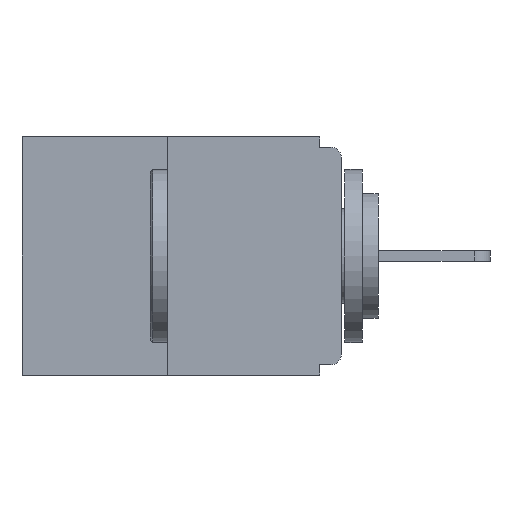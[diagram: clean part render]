
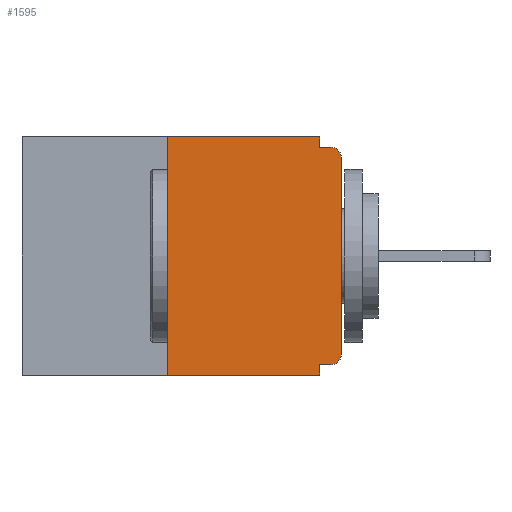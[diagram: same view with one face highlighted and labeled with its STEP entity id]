
A CAD part, left-side view. The second image highlights one B-rep face of the part: STEP entity #1595.
In plain terms, the highlighted planar face has unit normal (-1, 0, 0).
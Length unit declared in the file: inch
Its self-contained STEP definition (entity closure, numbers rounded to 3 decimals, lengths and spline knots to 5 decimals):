
#120 = VECTOR ( 'NONE', #7828, 39.37008 ) ;
#158 = EDGE_CURVE ( 'NONE', #10653, #9170, #11060, .T. ) ;
#290 = EDGE_CURVE ( 'NONE', #2833, #10325, #10704, .T. ) ;
#441 = AXIS2_PLACEMENT_3D ( 'NONE', #4476, #6259, #6220 ) ;
#473 = VECTOR ( 'NONE', #3509, 39.37008 ) ;
#550 = ORIENTED_EDGE ( 'NONE', *, *, #290, .T. ) ;
#733 = ORIENTED_EDGE ( 'NONE', *, *, #2878, .F. ) ;
#919 = VECTOR ( 'NONE', #8927, 39.37008 ) ;
#1088 = VERTEX_POINT ( 'NONE', #10859 ) ;
#1326 = ORIENTED_EDGE ( 'NONE', *, *, #4408, .F. ) ;
#1595 = ADVANCED_FACE ( 'NONE', ( #7062 ), #8926, .F. ) ;
#1769 = CARTESIAN_POINT ( 'NONE',  ( 0., 0.031, -0.343 ) ) ;
#1948 = DIRECTION ( 'NONE',  ( 0., -1., 0. ) ) ;
#2381 = ORIENTED_EDGE ( 'NONE', *, *, #4752, .F. ) ;
#2484 = CARTESIAN_POINT ( 'NONE',  ( 0., 0., -0.015 ) ) ;
#2651 = CARTESIAN_POINT ( 'NONE',  ( 0., 0., -0.328 ) ) ;
#2813 = AXIS2_PLACEMENT_3D ( 'NONE', #5467, #4250, #4241 ) ;
#2833 = VERTEX_POINT ( 'NONE', #4855 ) ;
#2878 = EDGE_CURVE ( 'NONE', #8694, #10325, #3005, .T. ) ;
#2945 = VECTOR ( 'NONE', #1948, 39.37008 ) ;
#3005 = LINE ( 'NONE', #2484, #2945 ) ;
#3081 = AXIS2_PLACEMENT_3D ( 'NONE', #10597, #6592, #6427 ) ;
#3165 = CARTESIAN_POINT ( 'NONE',  ( 0., 0., -0.313 ) ) ;
#3387 = VECTOR ( 'NONE', #9538, 39.37008 ) ;
#3395 = CARTESIAN_POINT ( 'NONE',  ( 0., 0.031, -0.343 ) ) ;
#3509 = DIRECTION ( 'NONE',  ( 0., 1., 0. ) ) ;
#3686 = VECTOR ( 'NONE', #8600, 39.37008 ) ;
#3730 = ORIENTED_EDGE ( 'NONE', *, *, #4139, .F. ) ;
#4004 = LINE ( 'NONE', #3395, #3686 ) ;
#4139 = EDGE_CURVE ( 'NONE', #1088, #4313, #7746, .T. ) ;
#4146 = LINE ( 'NONE', #2651, #473 ) ;
#4241 = DIRECTION ( 'NONE',  ( 0., 0., -1. ) ) ;
#4250 = DIRECTION ( 'NONE',  ( 1., 0., 0. ) ) ;
#4313 = VERTEX_POINT ( 'NONE', #7014 ) ;
#4408 = EDGE_CURVE ( 'NONE', #4313, #6729, #6603, .T. ) ;
#4476 = CARTESIAN_POINT ( 'NONE',  ( 0., 0.015, -0.313 ) ) ;
#4582 = EDGE_CURVE ( 'NONE', #1088, #9415, #7505, .T. ) ;
#4612 = CARTESIAN_POINT ( 'NONE',  ( 0., 0.031, 0. ) ) ;
#4735 = EDGE_CURVE ( 'NONE', #8561, #9415, #4004, .T. ) ;
#4752 = EDGE_CURVE ( 'NONE', #6729, #8694, #9869, .T. ) ;
#4855 = CARTESIAN_POINT ( 'NONE',  ( 0., 0., -0.03 ) ) ;
#5467 = CARTESIAN_POINT ( 'NONE',  ( 0., 0.46, 0. ) ) ;
#5679 = EDGE_CURVE ( 'NONE', #9170, #2833, #10430, .T. ) ;
#5902 = ORIENTED_EDGE ( 'NONE', *, *, #4582, .T. ) ;
#5983 = EDGE_CURVE ( 'NONE', #10653, #8561, #4146, .T. ) ;
#6114 = ORIENTED_EDGE ( 'NONE', *, *, #4735, .F. ) ;
#6220 = DIRECTION ( 'NONE',  ( 0., 0., -1. ) ) ;
#6259 = DIRECTION ( 'NONE',  ( -1., 0., 0. ) ) ;
#6315 = VECTOR ( 'NONE', #6667, 39.37008 ) ;
#6321 = CARTESIAN_POINT ( 'NONE',  ( 0., 0.015, -0.015 ) ) ;
#6427 = DIRECTION ( 'NONE',  ( 0., 0., -1. ) ) ;
#6592 = DIRECTION ( 'NONE',  ( -1., 0., 0. ) ) ;
#6603 = LINE ( 'NONE', #9682, #8703 ) ;
#6667 = DIRECTION ( 'NONE',  ( 0., 0., 1. ) ) ;
#6675 = CARTESIAN_POINT ( 'NONE',  ( 0., 0., 0. ) ) ;
#6729 = VERTEX_POINT ( 'NONE', #9379 ) ;
#7014 = CARTESIAN_POINT ( 'NONE',  ( 0., 0.25, 0. ) ) ;
#7038 = CARTESIAN_POINT ( 'NONE',  ( 0., 0.031, -0.015 ) ) ;
#7060 = CARTESIAN_POINT ( 'NONE',  ( 0., 0.25, 0. ) ) ;
#7062 = FACE_OUTER_BOUND ( 'NONE', #8939, .T. ) ;
#7505 = LINE ( 'NONE', #7816, #120 ) ;
#7737 = CARTESIAN_POINT ( 'NONE',  ( 0., 0.031, -0.328 ) ) ;
#7746 = LINE ( 'NONE', #7060, #919 ) ;
#7816 = CARTESIAN_POINT ( 'NONE',  ( 0., 0.46, -0.343 ) ) ;
#7828 = DIRECTION ( 'NONE',  ( 0., -1., 0. ) ) ;
#8223 = ORIENTED_EDGE ( 'NONE', *, *, #5983, .F. ) ;
#8561 = VERTEX_POINT ( 'NONE', #7737 ) ;
#8600 = DIRECTION ( 'NONE',  ( 0., 0., -1. ) ) ;
#8694 = VERTEX_POINT ( 'NONE', #7038 ) ;
#8703 = VECTOR ( 'NONE', #11121, 39.37008 ) ;
#8926 = PLANE ( 'NONE',  #2813 ) ;
#8927 = DIRECTION ( 'NONE',  ( 0., 0., 1. ) ) ;
#8939 = EDGE_LOOP ( 'NONE', ( #1326, #3730, #5902, #6114, #8223, #9778, #10766, #550, #733, #2381 ) ) ;
#9170 = VERTEX_POINT ( 'NONE', #3165 ) ;
#9379 = CARTESIAN_POINT ( 'NONE',  ( 0., 0.031, 0. ) ) ;
#9415 = VERTEX_POINT ( 'NONE', #1769 ) ;
#9538 = DIRECTION ( 'NONE',  ( 0., 0., -1. ) ) ;
#9682 = CARTESIAN_POINT ( 'NONE',  ( 0., 0.46, 0. ) ) ;
#9778 = ORIENTED_EDGE ( 'NONE', *, *, #158, .T. ) ;
#9869 = LINE ( 'NONE', #4612, #3387 ) ;
#10325 = VERTEX_POINT ( 'NONE', #6321 ) ;
#10402 = CARTESIAN_POINT ( 'NONE',  ( 0., 0.015, -0.328 ) ) ;
#10430 = LINE ( 'NONE', #6675, #6315 ) ;
#10597 = CARTESIAN_POINT ( 'NONE',  ( 0., 0.015, -0.03 ) ) ;
#10653 = VERTEX_POINT ( 'NONE', #10402 ) ;
#10704 = CIRCLE ( 'NONE', #3081, 0.015 ) ;
#10766 = ORIENTED_EDGE ( 'NONE', *, *, #5679, .T. ) ;
#10859 = CARTESIAN_POINT ( 'NONE',  ( 0., 0.25, -0.343 ) ) ;
#11060 = CIRCLE ( 'NONE', #441, 0.015 ) ;
#11121 = DIRECTION ( 'NONE',  ( 0., -1., 0. ) ) ;
